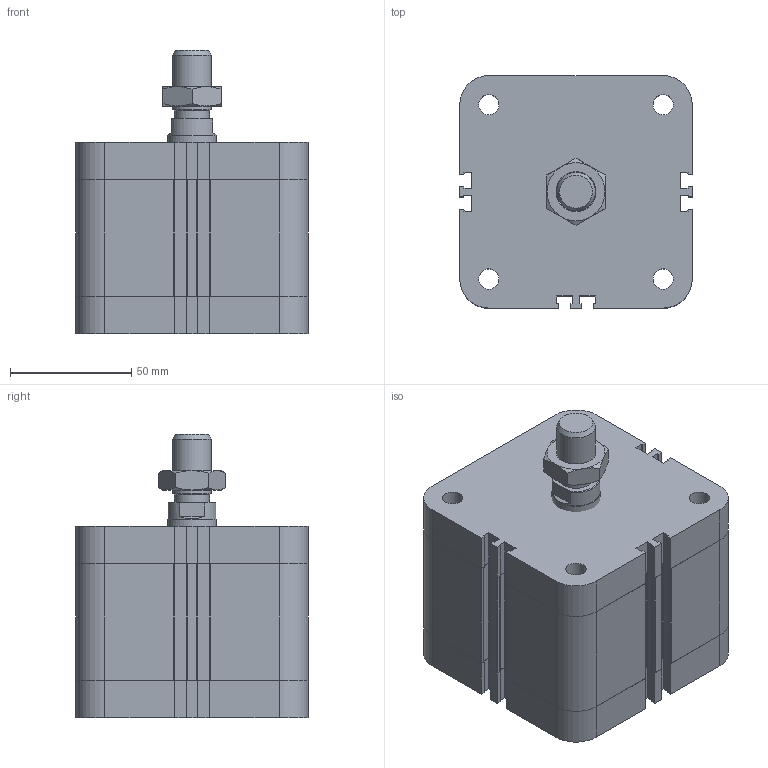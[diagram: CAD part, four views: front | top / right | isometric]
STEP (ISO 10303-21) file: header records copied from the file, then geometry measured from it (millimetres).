
FILE_DESCRIPTION((''),'2;1');
FILE_NAME('154#_80_0025_02_#-01.iam.step','2011-03-29T10:44:22',(''),(''),'Autodesk Inventor 2011','Autodesk Inventor 2011','');
FILE_SCHEMA(('AUTOMOTIVE_DESIGN { 1 0 10303 214 1 1 1 1 }'));
Length unit declared in the file: millimetre
Products named in the file (6): 154#_80_0025_02_#-01; 1580_510; 1540_503_80_0025; 1540_531_80_0025; 1580_509; 1320_50_18F
Assembly tree (5 placements, depth 2):
  154#_80_0025_02_#-01
    1580_510
    1540_503_80_0025
    1540_531_80_0025
    1580_509
    1320_50_18F
Bounding box: 96 x 96 x 117 mm (x, y, z)
Volume: 581845.8 mm3; surface area: 119806.7 mm2
Topology: 5 solids, 5 shells, 283 faces, 796 edges, 528 vertices
Faces by surface type: plane 181, cylinder 83, cone 19
Full cylindrical faces by diameter (mm): 8.4 x12, 8.7 x2, 10 x1, 12 x1, 14.5 x2, 16 x1, 19.8 x1, 20 x1, 80 x2
Entity records: 9188 total; most frequent: CARTESIAN_POINT 1622, ORIENTED_EDGE 1512, DIRECTION 1502, EDGE_CURVE 756, VECTOR 542, LINE 542, VERTEX_POINT 516, AXIS2_PLACEMENT_3D 480
